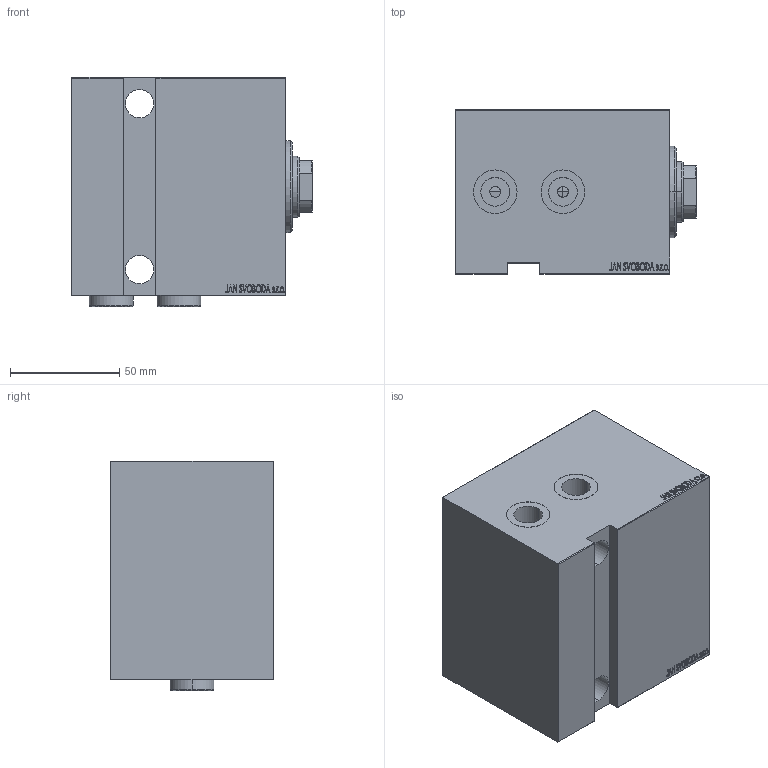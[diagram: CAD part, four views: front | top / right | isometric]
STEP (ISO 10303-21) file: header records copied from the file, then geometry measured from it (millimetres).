
FILE_DESCRIPTION (( 'STEP AP203' ), '1' );
FILE_NAME ('095e.STEP', '2024-09-30T12:37:35', ( '' ), ( '' ), 'SwSTEP 2.0', 'SolidWorks 2019', '' );
FILE_SCHEMA (( 'CONFIG_CONTROL_DESIGN' ));
Length unit declared in the file: millimetre
Products named in the file (5): PLUG 1c840d0e9b95304164b17819a01b3cdc; 095e; V450CP_VC_B 1c840d0e9b95304164b17819a01b3cdc; V450CP_E 1c840d0e9b95304164b17819a01b3cdc; V450CP_B_VCP 1c840d0e9b95304164b17819a01b3cdc
Assembly tree (5 placements, depth 2):
  095e
    V450CP_E 1c840d0e9b95304164b17819a01b3cdc
    V450CP_B_VCP 1c840d0e9b95304164b17819a01b3cdc
    V450CP_VC_B 1c840d0e9b95304164b17819a01b3cdc
    PLUG 1c840d0e9b95304164b17819a01b3cdc  x2
Bounding box: 110 x 75 x 104.9 mm (x, y, z)
Volume: 690433 mm3; surface area: 107703.5 mm2
Topology: 5 solids, 5 shells, 928 faces, 2357 edges, 1555 vertices
Faces by surface type: plane 450, bspline 380, cylinder 76, cone 18, torus 4
Entity records: 44903 total; most frequent: CARTESIAN_POINT 24824, ORIENTED_EDGE 4630, DIRECTION 2774, EDGE_CURVE 2315, VERTEX_POINT 1531, VECTOR 1372, LINE 1372, EDGE_LOOP 1040
